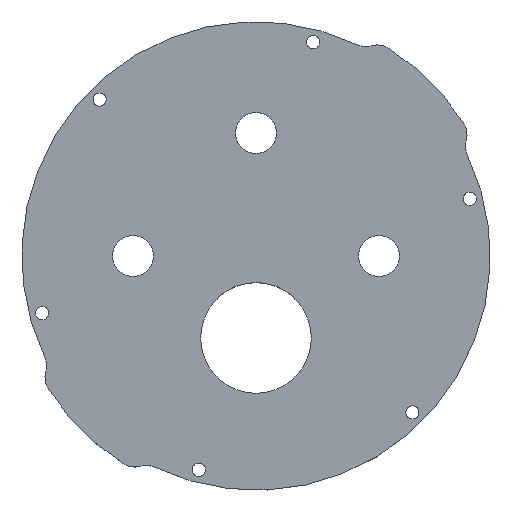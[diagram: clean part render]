
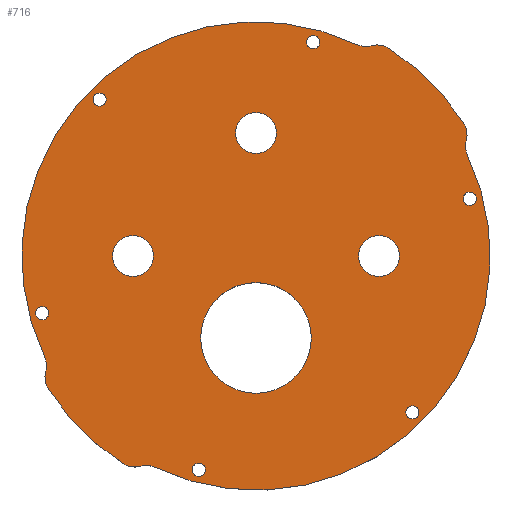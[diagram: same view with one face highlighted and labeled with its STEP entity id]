
A CAD part, top view. The second image highlights one B-rep face of the part: STEP entity #716.
In plain terms, the highlighted planar face has unit normal (0, 0, 1).
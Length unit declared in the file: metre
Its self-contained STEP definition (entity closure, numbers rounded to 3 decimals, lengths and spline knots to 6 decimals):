
#46=LINE('',#1135,#90);
#47=LINE('',#1144,#91);
#48=LINE('',#1152,#92);
#49=LINE('',#1160,#93);
#90=VECTOR('',#891,1.);
#91=VECTOR('',#898,1.);
#92=VECTOR('',#905,1.);
#93=VECTOR('',#912,1.);
#134=ORIENTED_EDGE('',*,*,#334,.F.);
#135=ORIENTED_EDGE('',*,*,#335,.F.);
#136=ORIENTED_EDGE('',*,*,#336,.F.);
#137=ORIENTED_EDGE('',*,*,#337,.F.);
#138=ORIENTED_EDGE('',*,*,#338,.F.);
#139=ORIENTED_EDGE('',*,*,#339,.F.);
#140=ORIENTED_EDGE('',*,*,#340,.F.);
#141=ORIENTED_EDGE('',*,*,#341,.T.);
#142=ORIENTED_EDGE('',*,*,#342,.T.);
#143=ORIENTED_EDGE('',*,*,#343,.T.);
#144=ORIENTED_EDGE('',*,*,#344,.T.);
#145=ORIENTED_EDGE('',*,*,#345,.T.);
#146=ORIENTED_EDGE('',*,*,#346,.T.);
#147=ORIENTED_EDGE('',*,*,#347,.T.);
#148=ORIENTED_EDGE('',*,*,#348,.T.);
#149=ORIENTED_EDGE('',*,*,#349,.T.);
#150=ORIENTED_EDGE('',*,*,#350,.T.);
#151=ORIENTED_EDGE('',*,*,#351,.T.);
#152=ORIENTED_EDGE('',*,*,#352,.T.);
#153=ORIENTED_EDGE('',*,*,#353,.T.);
#154=ORIENTED_EDGE('',*,*,#354,.T.);
#155=ORIENTED_EDGE('',*,*,#355,.T.);
#156=ORIENTED_EDGE('',*,*,#356,.T.);
#157=ORIENTED_EDGE('',*,*,#357,.F.);
#158=ORIENTED_EDGE('',*,*,#358,.F.);
#159=ORIENTED_EDGE('',*,*,#359,.F.);
#334=EDGE_CURVE('',#434,#434,#502,.T.);
#335=EDGE_CURVE('',#435,#435,#503,.T.);
#336=EDGE_CURVE('',#436,#436,#504,.T.);
#337=EDGE_CURVE('',#437,#437,#505,.T.);
#338=EDGE_CURVE('',#438,#438,#506,.T.);
#339=EDGE_CURVE('',#439,#439,#507,.T.);
#340=EDGE_CURVE('',#440,#440,#508,.T.);
#341=EDGE_CURVE('',#441,#442,#46,.T.);
#342=EDGE_CURVE('',#442,#443,#509,.T.);
#343=EDGE_CURVE('',#443,#444,#510,.T.);
#344=EDGE_CURVE('',#444,#445,#511,.T.);
#345=EDGE_CURVE('',#445,#446,#47,.T.);
#346=EDGE_CURVE('',#446,#447,#512,.F.);
#347=EDGE_CURVE('',#447,#448,#513,.T.);
#348=EDGE_CURVE('',#448,#449,#514,.F.);
#349=EDGE_CURVE('',#449,#450,#48,.T.);
#350=EDGE_CURVE('',#450,#451,#515,.T.);
#351=EDGE_CURVE('',#451,#452,#516,.T.);
#352=EDGE_CURVE('',#452,#453,#517,.T.);
#353=EDGE_CURVE('',#453,#454,#49,.T.);
#354=EDGE_CURVE('',#454,#455,#518,.F.);
#355=EDGE_CURVE('',#455,#456,#519,.T.);
#356=EDGE_CURVE('',#456,#441,#520,.F.);
#357=EDGE_CURVE('',#457,#457,#521,.T.);
#358=EDGE_CURVE('',#458,#458,#522,.T.);
#359=EDGE_CURVE('',#459,#459,#523,.T.);
#434=VERTEX_POINT('',#1122);
#435=VERTEX_POINT('',#1124);
#436=VERTEX_POINT('',#1126);
#437=VERTEX_POINT('',#1128);
#438=VERTEX_POINT('',#1130);
#439=VERTEX_POINT('',#1132);
#440=VERTEX_POINT('',#1134);
#441=VERTEX_POINT('',#1136);
#442=VERTEX_POINT('',#1137);
#443=VERTEX_POINT('',#1139);
#444=VERTEX_POINT('',#1141);
#445=VERTEX_POINT('',#1143);
#446=VERTEX_POINT('',#1145);
#447=VERTEX_POINT('',#1147);
#448=VERTEX_POINT('',#1149);
#449=VERTEX_POINT('',#1151);
#450=VERTEX_POINT('',#1153);
#451=VERTEX_POINT('',#1155);
#452=VERTEX_POINT('',#1157);
#453=VERTEX_POINT('',#1159);
#454=VERTEX_POINT('',#1161);
#455=VERTEX_POINT('',#1163);
#456=VERTEX_POINT('',#1165);
#457=VERTEX_POINT('',#1168);
#458=VERTEX_POINT('',#1170);
#459=VERTEX_POINT('',#1172);
#502=CIRCLE('',#774,0.005);
#503=CIRCLE('',#775,0.0135);
#504=CIRCLE('',#776,0.005);
#505=CIRCLE('',#777,0.005);
#506=CIRCLE('',#778,0.0016);
#507=CIRCLE('',#779,0.0016);
#508=CIRCLE('',#780,0.0016);
#509=CIRCLE('',#781,0.005);
#510=CIRCLE('',#782,0.06015);
#511=CIRCLE('',#783,0.005);
#512=CIRCLE('',#784,0.005);
#513=CIRCLE('',#785,0.05715);
#514=CIRCLE('',#786,0.005);
#515=CIRCLE('',#787,0.005);
#516=CIRCLE('',#788,0.06015);
#517=CIRCLE('',#789,0.005);
#518=CIRCLE('',#790,0.005);
#519=CIRCLE('',#791,0.05715);
#520=CIRCLE('',#792,0.005);
#521=CIRCLE('',#793,0.0016);
#522=CIRCLE('',#794,0.0016);
#523=CIRCLE('',#795,0.0016);
#558=EDGE_LOOP('',(#134));
#559=EDGE_LOOP('',(#135));
#560=EDGE_LOOP('',(#136));
#561=EDGE_LOOP('',(#137));
#562=EDGE_LOOP('',(#138));
#563=EDGE_LOOP('',(#139));
#564=EDGE_LOOP('',(#140));
#565=EDGE_LOOP('',(#141,#142,#143,#144,#145,#146,#147,#148,#149,#150,#151,
#152,#153,#154,#155,#156));
#566=EDGE_LOOP('',(#157));
#567=EDGE_LOOP('',(#158));
#568=EDGE_LOOP('',(#159));
#632=FACE_BOUND('',#558,.T.);
#633=FACE_BOUND('',#559,.T.);
#634=FACE_BOUND('',#560,.T.);
#635=FACE_BOUND('',#561,.T.);
#636=FACE_BOUND('',#562,.T.);
#637=FACE_BOUND('',#563,.T.);
#638=FACE_BOUND('',#564,.T.);
#639=FACE_BOUND('',#565,.T.);
#640=FACE_BOUND('',#566,.T.);
#641=FACE_BOUND('',#567,.T.);
#642=FACE_BOUND('',#568,.T.);
#706=PLANE('',#773);
#716=ADVANCED_FACE('',(#632,#633,#634,#635,#636,#637,#638,#639,#640,#641,
#642),#706,.T.);
#773=AXIS2_PLACEMENT_3D('',#1120,#875,#876);
#774=AXIS2_PLACEMENT_3D('',#1121,#877,#878);
#775=AXIS2_PLACEMENT_3D('',#1123,#879,#880);
#776=AXIS2_PLACEMENT_3D('',#1125,#881,#882);
#777=AXIS2_PLACEMENT_3D('',#1127,#883,#884);
#778=AXIS2_PLACEMENT_3D('',#1129,#885,#886);
#779=AXIS2_PLACEMENT_3D('',#1131,#887,#888);
#780=AXIS2_PLACEMENT_3D('',#1133,#889,#890);
#781=AXIS2_PLACEMENT_3D('',#1138,#892,#893);
#782=AXIS2_PLACEMENT_3D('',#1140,#894,#895);
#783=AXIS2_PLACEMENT_3D('',#1142,#896,#897);
#784=AXIS2_PLACEMENT_3D('',#1146,#899,#900);
#785=AXIS2_PLACEMENT_3D('',#1148,#901,#902);
#786=AXIS2_PLACEMENT_3D('',#1150,#903,#904);
#787=AXIS2_PLACEMENT_3D('',#1154,#906,#907);
#788=AXIS2_PLACEMENT_3D('',#1156,#908,#909);
#789=AXIS2_PLACEMENT_3D('',#1158,#910,#911);
#790=AXIS2_PLACEMENT_3D('',#1162,#913,#914);
#791=AXIS2_PLACEMENT_3D('',#1164,#915,#916);
#792=AXIS2_PLACEMENT_3D('',#1166,#917,#918);
#793=AXIS2_PLACEMENT_3D('',#1167,#919,#920);
#794=AXIS2_PLACEMENT_3D('',#1169,#921,#922);
#795=AXIS2_PLACEMENT_3D('',#1171,#923,#924);
#875=DIRECTION('',(0.,0.,1.));
#876=DIRECTION('',(0.707,0.707,0.));
#877=DIRECTION('',(0.,0.,1.));
#878=DIRECTION('',(-1.,0.,0.));
#879=DIRECTION('',(0.,0.,1.));
#880=DIRECTION('',(1.,0.,0.));
#881=DIRECTION('',(0.,0.,1.));
#882=DIRECTION('',(1.,0.,0.));
#883=DIRECTION('',(0.,0.,1.));
#884=DIRECTION('',(0.,1.,0.));
#885=DIRECTION('',(0.,0.,1.));
#886=DIRECTION('',(0.707,0.707,0.));
#887=DIRECTION('',(0.,0.,1.));
#888=DIRECTION('',(0.707,0.707,0.));
#889=DIRECTION('',(0.,0.,1.));
#890=DIRECTION('',(0.707,0.707,0.));
#891=DIRECTION('',(0.207,0.978,0.));
#892=DIRECTION('',(0.,0.,1.));
#893=DIRECTION('',(0.707,0.707,0.));
#894=DIRECTION('',(0.,0.,1.));
#895=DIRECTION('',(0.707,0.707,0.));
#896=DIRECTION('',(0.,0.,1.));
#897=DIRECTION('',(0.707,0.707,0.));
#898=DIRECTION('',(-0.978,-0.207,0.));
#899=DIRECTION('',(0.,0.,1.));
#900=DIRECTION('',(0.707,0.707,0.));
#901=DIRECTION('',(0.,0.,1.));
#902=DIRECTION('',(0.707,0.707,0.));
#903=DIRECTION('',(0.,0.,1.));
#904=DIRECTION('',(0.707,0.707,0.));
#905=DIRECTION('',(-0.207,-0.978,0.));
#906=DIRECTION('',(0.,0.,1.));
#907=DIRECTION('',(0.707,0.707,0.));
#908=DIRECTION('',(0.,0.,1.));
#909=DIRECTION('',(0.707,0.707,0.));
#910=DIRECTION('',(0.,0.,1.));
#911=DIRECTION('',(0.707,0.707,0.));
#912=DIRECTION('',(0.978,0.207,0.));
#913=DIRECTION('',(0.,0.,1.));
#914=DIRECTION('',(0.707,0.707,0.));
#915=DIRECTION('',(0.,0.,1.));
#916=DIRECTION('',(0.707,0.707,0.));
#917=DIRECTION('',(0.,0.,1.));
#918=DIRECTION('',(0.707,0.707,0.));
#919=DIRECTION('',(0.,0.,1.));
#920=DIRECTION('',(0.707,0.707,0.));
#921=DIRECTION('',(0.,0.,1.));
#922=DIRECTION('',(0.707,0.707,0.));
#923=DIRECTION('',(0.,0.,1.));
#924=DIRECTION('',(0.707,0.707,0.));
#1120=CARTESIAN_POINT('',(0.,0.,0.006));
#1121=CARTESIAN_POINT('',(-0.03,0.,0.006));
#1122=CARTESIAN_POINT('',(-0.035,0.,0.006));
#1123=CARTESIAN_POINT('',(0.,-0.02,0.006));
#1124=CARTESIAN_POINT('',(0.0135,-0.02,0.006));
#1125=CARTESIAN_POINT('',(0.03,0.,0.006));
#1126=CARTESIAN_POINT('',(0.035,0.,0.006));
#1127=CARTESIAN_POINT('',(0.,0.03,0.006));
#1128=CARTESIAN_POINT('',(0.,0.035,0.006));
#1129=CARTESIAN_POINT('',(0.038166,-0.038166,0.006));
#1130=CARTESIAN_POINT('',(0.039297,-0.037035,0.006));
#1131=CARTESIAN_POINT('',(0.01397,0.052136,0.006));
#1132=CARTESIAN_POINT('',(0.015101,0.053267,0.006));
#1133=CARTESIAN_POINT('',(-0.038166,0.038166,0.006));
#1134=CARTESIAN_POINT('',(-0.037035,0.039297,0.006));
#1135=CARTESIAN_POINT('',(0.050844,0.026096,0.006));
#1136=CARTESIAN_POINT('',(0.051204,0.027793,0.006));
#1137=CARTESIAN_POINT('',(0.051382,0.028631,0.006));
#1138=CARTESIAN_POINT('',(0.04649,0.029668,0.006));
#1139=CARTESIAN_POINT('',(0.050705,0.032357,0.006));
#1140=CARTESIAN_POINT('',(0.,0.,0.006));
#1141=CARTESIAN_POINT('',(0.032357,0.050705,0.006));
#1142=CARTESIAN_POINT('',(0.029668,0.04649,0.006));
#1143=CARTESIAN_POINT('',(0.028631,0.051382,0.006));
#1144=CARTESIAN_POINT('',(0.026096,0.050844,0.006));
#1145=CARTESIAN_POINT('',(0.027793,0.051204,0.006));
#1146=CARTESIAN_POINT('',(0.026757,0.056096,0.006));
#1147=CARTESIAN_POINT('',(0.024604,0.051583,0.006));
#1148=CARTESIAN_POINT('',(0.,0.,0.006));
#1149=CARTESIAN_POINT('',(-0.051583,-0.024604,0.006));
#1150=CARTESIAN_POINT('',(-0.056096,-0.026757,0.006));
#1151=CARTESIAN_POINT('',(-0.051204,-0.027793,0.006));
#1152=CARTESIAN_POINT('',(-0.050844,-0.026096,0.006));
#1153=CARTESIAN_POINT('',(-0.051382,-0.028631,0.006));
#1154=CARTESIAN_POINT('',(-0.04649,-0.029668,0.006));
#1155=CARTESIAN_POINT('',(-0.050705,-0.032357,0.006));
#1156=CARTESIAN_POINT('',(0.,0.,0.006));
#1157=CARTESIAN_POINT('',(-0.032357,-0.050705,0.006));
#1158=CARTESIAN_POINT('',(-0.029668,-0.04649,0.006));
#1159=CARTESIAN_POINT('',(-0.028631,-0.051382,0.006));
#1160=CARTESIAN_POINT('',(-0.026096,-0.050844,0.006));
#1161=CARTESIAN_POINT('',(-0.027793,-0.051204,0.006));
#1162=CARTESIAN_POINT('',(-0.026757,-0.056096,0.006));
#1163=CARTESIAN_POINT('',(-0.024604,-0.051583,0.006));
#1164=CARTESIAN_POINT('',(0.,0.,0.006));
#1165=CARTESIAN_POINT('',(0.051583,0.024604,0.006));
#1166=CARTESIAN_POINT('',(0.056096,0.026757,0.006));
#1167=CARTESIAN_POINT('',(-0.01397,-0.052136,0.006));
#1168=CARTESIAN_POINT('',(-0.012838,-0.051004,0.006));
#1169=CARTESIAN_POINT('',(0.052136,0.01397,0.006));
#1170=CARTESIAN_POINT('',(0.053267,0.015101,0.006));
#1171=CARTESIAN_POINT('',(-0.052136,-0.01397,0.006));
#1172=CARTESIAN_POINT('',(-0.051004,-0.012838,0.006));
